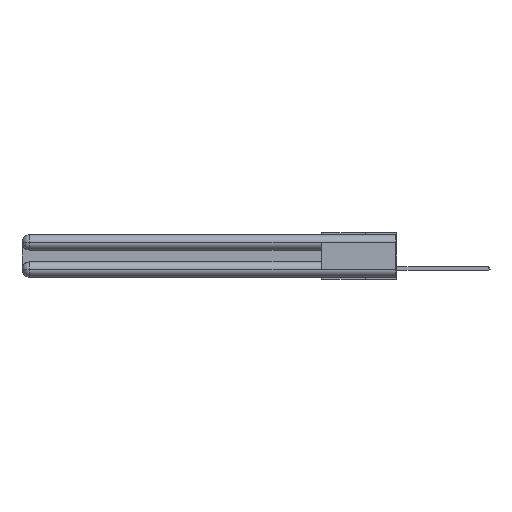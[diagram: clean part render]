
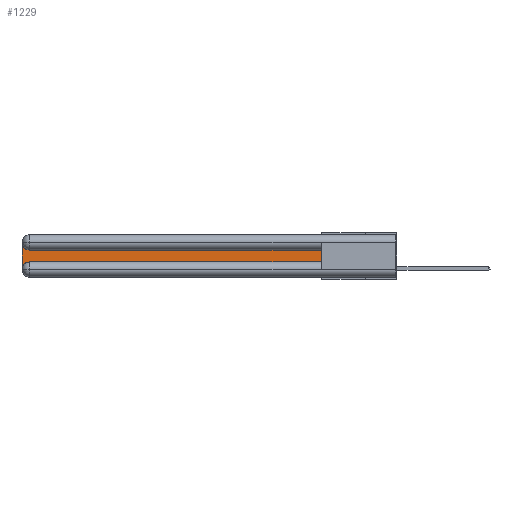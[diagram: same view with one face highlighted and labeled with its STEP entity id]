
A CAD part, left-side view. The second image highlights one B-rep face of the part: STEP entity #1229.
In plain terms, the highlighted planar face has unit normal (-1, 0, 0).
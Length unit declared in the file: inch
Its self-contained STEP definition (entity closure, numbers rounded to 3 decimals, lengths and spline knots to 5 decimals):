
#218 = CARTESIAN_POINT ( 'NONE',  ( 0.075, 3., -0.2175 ) ) ;
#1203 = ORIENTED_EDGE ( 'NONE', *, *, #2327, .T. ) ;
#1229 = ADVANCED_FACE ( 'NONE', ( #21264 ), #4961, .F. ) ;
#2099 = CARTESIAN_POINT ( 'NONE',  ( 0.075, 3., -0.1225 ) ) ;
#2327 = EDGE_CURVE ( 'NONE', #30330, #2442, #10065, .T. ) ;
#2442 = VERTEX_POINT ( 'NONE', #5651 ) ;
#3765 = EDGE_CURVE ( 'NONE', #2442, #32030, #5620, .T. ) ;
#3773 = ORIENTED_EDGE ( 'NONE', *, *, #16627, .T. ) ;
#4961 = PLANE ( 'NONE',  #17730 ) ;
#5212 = AXIS2_PLACEMENT_3D ( 'NONE', #11611, #29223, #11510 ) ;
#5417 = DIRECTION ( 'NONE',  ( 0., 0., -1. ) ) ;
#5444 = CARTESIAN_POINT ( 'NONE',  ( 0.075, 2.94, -0.2175 ) ) ;
#5544 = VECTOR ( 'NONE', #14331, 39.37008 ) ;
#5620 = LINE ( 'NONE', #18580, #12728 ) ;
#5651 = CARTESIAN_POINT ( 'NONE',  ( 0.075, 0.6, -0.1225 ) ) ;
#5886 = ORIENTED_EDGE ( 'NONE', *, *, #26834, .T. ) ;
#5965 = VERTEX_POINT ( 'NONE', #5444 ) ;
#6343 = LINE ( 'NONE', #26648, #5544 ) ;
#6447 = DIRECTION ( 'NONE',  ( 0., 1., 0. ) ) ;
#7934 = AXIS2_PLACEMENT_3D ( 'NONE', #14713, #29460, #27028 ) ;
#9956 = DIRECTION ( 'NONE',  ( 0., 0., 1. ) ) ;
#10065 = LINE ( 'NONE', #12392, #28206 ) ;
#11510 = DIRECTION ( 'NONE',  ( 0., 0., -1. ) ) ;
#11611 = CARTESIAN_POINT ( 'NONE',  ( 0.075, 2.94, -0.2775 ) ) ;
#11663 = VERTEX_POINT ( 'NONE', #21556 ) ;
#12259 = CARTESIAN_POINT ( 'NONE',  ( 0.075, 2.94, -0.1225 ) ) ;
#12359 = EDGE_CURVE ( 'NONE', #32030, #15747, #17801, .T. ) ;
#12392 = CARTESIAN_POINT ( 'NONE',  ( 0.075, 0.6, -0.2175 ) ) ;
#12569 = CARTESIAN_POINT ( 'NONE',  ( 0.075, 3., -0.0625 ) ) ;
#12728 = VECTOR ( 'NONE', #6447, 39.37008 ) ;
#14331 = DIRECTION ( 'NONE',  ( 0., -1., 0. ) ) ;
#14713 = CARTESIAN_POINT ( 'NONE',  ( 0.075, 2.94, -0.0625 ) ) ;
#15090 = EDGE_CURVE ( 'NONE', #11663, #5965, #30932, .T. ) ;
#15747 = VERTEX_POINT ( 'NONE', #12569 ) ;
#16627 = EDGE_CURVE ( 'NONE', #15747, #11663, #26529, .T. ) ;
#17492 = ORIENTED_EDGE ( 'NONE', *, *, #12359, .T. ) ;
#17730 = AXIS2_PLACEMENT_3D ( 'NONE', #2099, #30069, #19747 ) ;
#17801 = CIRCLE ( 'NONE', #7934, 0.06 ) ;
#18277 = VECTOR ( 'NONE', #5417, 39.37008 ) ;
#18580 = CARTESIAN_POINT ( 'NONE',  ( 0.075, 0.6, -0.1225 ) ) ;
#18950 = EDGE_LOOP ( 'NONE', ( #22049, #17492, #3773, #26583, #5886, #1203 ) ) ;
#19747 = DIRECTION ( 'NONE',  ( 0., 0., -1. ) ) ;
#19867 = CARTESIAN_POINT ( 'NONE',  ( 0.075, 0.6, -0.2175 ) ) ;
#21264 = FACE_OUTER_BOUND ( 'NONE', #18950, .T. ) ;
#21556 = CARTESIAN_POINT ( 'NONE',  ( 0.075, 3., -0.2775 ) ) ;
#22049 = ORIENTED_EDGE ( 'NONE', *, *, #3765, .T. ) ;
#26529 = LINE ( 'NONE', #218, #18277 ) ;
#26583 = ORIENTED_EDGE ( 'NONE', *, *, #15090, .T. ) ;
#26648 = CARTESIAN_POINT ( 'NONE',  ( 0.075, 0.6, -0.2175 ) ) ;
#26834 = EDGE_CURVE ( 'NONE', #5965, #30330, #6343, .T. ) ;
#27028 = DIRECTION ( 'NONE',  ( 0., 0., -1. ) ) ;
#28206 = VECTOR ( 'NONE', #9956, 39.37008 ) ;
#29223 = DIRECTION ( 'NONE',  ( 1., 0., 0. ) ) ;
#29460 = DIRECTION ( 'NONE',  ( 1., 0., 0. ) ) ;
#30069 = DIRECTION ( 'NONE',  ( 1., 0., 0. ) ) ;
#30330 = VERTEX_POINT ( 'NONE', #19867 ) ;
#30932 = CIRCLE ( 'NONE', #5212, 0.06 ) ;
#32030 = VERTEX_POINT ( 'NONE', #12259 ) ;
